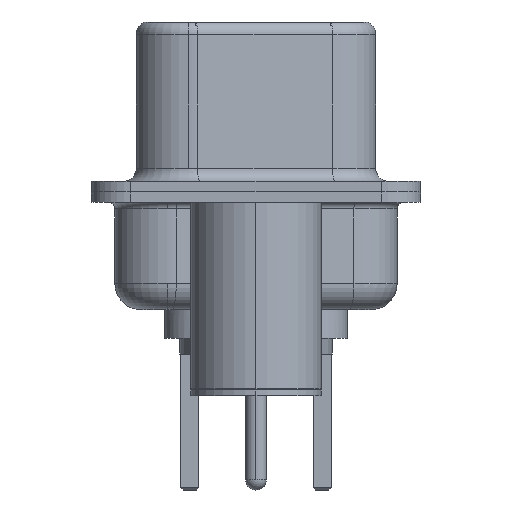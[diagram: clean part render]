
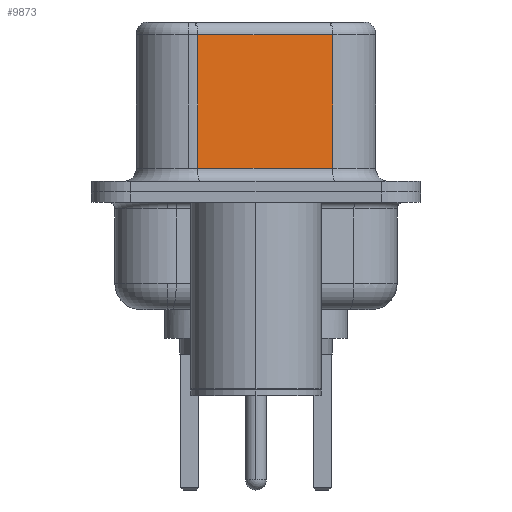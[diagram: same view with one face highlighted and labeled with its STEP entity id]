
A CAD part, left-side view. The second image highlights one B-rep face of the part: STEP entity #9873.
In plain terms, the highlighted planar face has unit normal (-0.985, -0.174, 0).
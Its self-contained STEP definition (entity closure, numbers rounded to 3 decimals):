
#648 = ORIENTED_EDGE ( 'NONE', *, *, #11063, .F. ) ;
#966 = LINE ( 'NONE', #18117, #5337 ) ;
#1535 = DIRECTION ( 'NONE',  ( 0., 0., -1. ) ) ;
#1778 = VERTEX_POINT ( 'NONE', #14165 ) ;
#1897 = ORIENTED_EDGE ( 'NONE', *, *, #8821, .T. ) ;
#3387 = VERTEX_POINT ( 'NONE', #18237 ) ;
#4460 = EDGE_CURVE ( 'NONE', #3387, #1778, #13990, .T. ) ;
#4512 = ORIENTED_EDGE ( 'NONE', *, *, #19151, .T. ) ;
#5049 = AXIS2_PLACEMENT_3D ( 'NONE', #6035, #16863, #12176 ) ;
#5337 = VECTOR ( 'NONE', #7563, 1000. ) ;
#5545 = FACE_OUTER_BOUND ( 'NONE', #5684, .T. ) ;
#5684 = EDGE_LOOP ( 'NONE', ( #648, #1897, #8599, #4512 ) ) ;
#5895 = CARTESIAN_POINT ( 'NONE',  ( 4.58, -2.927, 0.9 ) ) ;
#6035 = CARTESIAN_POINT ( 'NONE',  ( 4.58, -2.927, 6.52 ) ) ;
#6365 = VERTEX_POINT ( 'NONE', #5895 ) ;
#6911 = DIRECTION ( 'NONE',  ( -0.174, 0.985, 0. ) ) ;
#7563 = DIRECTION ( 'NONE',  ( 0.174, -0.985, 0. ) ) ;
#7678 = CARTESIAN_POINT ( 'NONE',  ( 4.58, -2.927, 6.52 ) ) ;
#7912 = VECTOR ( 'NONE', #1535, 1000. ) ;
#7955 = CARTESIAN_POINT ( 'NONE',  ( 4.58, -2.927, 6.02 ) ) ;
#8599 = ORIENTED_EDGE ( 'NONE', *, *, #4460, .T. ) ;
#8821 = EDGE_CURVE ( 'NONE', #11944, #3387, #10932, .T. ) ;
#9853 = CARTESIAN_POINT ( 'NONE',  ( 4.58, -2.927, 6.02 ) ) ;
#9873 = ADVANCED_FACE ( 'NONE', ( #5545 ), #14970, .F. ) ;
#10932 = LINE ( 'NONE', #7955, #12339 ) ;
#11063 = EDGE_CURVE ( 'NONE', #11944, #6365, #17634, .T. ) ;
#11944 = VERTEX_POINT ( 'NONE', #9853 ) ;
#12176 = DIRECTION ( 'NONE',  ( -0.174, 0.985, 0. ) ) ;
#12274 = DIRECTION ( 'NONE',  ( 0., 0., -1. ) ) ;
#12339 = VECTOR ( 'NONE', #6911, 1000. ) ;
#13640 = CARTESIAN_POINT ( 'NONE',  ( 3.67, 2.233, 6.52 ) ) ;
#13990 = LINE ( 'NONE', #13640, #7912 ) ;
#14165 = CARTESIAN_POINT ( 'NONE',  ( 3.67, 2.233, 0.9 ) ) ;
#14970 = PLANE ( 'NONE',  #5049 ) ;
#16863 = DIRECTION ( 'NONE',  ( 0.985, 0.174, 0. ) ) ;
#17185 = VECTOR ( 'NONE', #12274, 1000. ) ;
#17634 = LINE ( 'NONE', #7678, #17185 ) ;
#18117 = CARTESIAN_POINT ( 'NONE',  ( 4.58, -2.927, 0.9 ) ) ;
#18237 = CARTESIAN_POINT ( 'NONE',  ( 3.67, 2.233, 6.02 ) ) ;
#19151 = EDGE_CURVE ( 'NONE', #1778, #6365, #966, .T. ) ;
